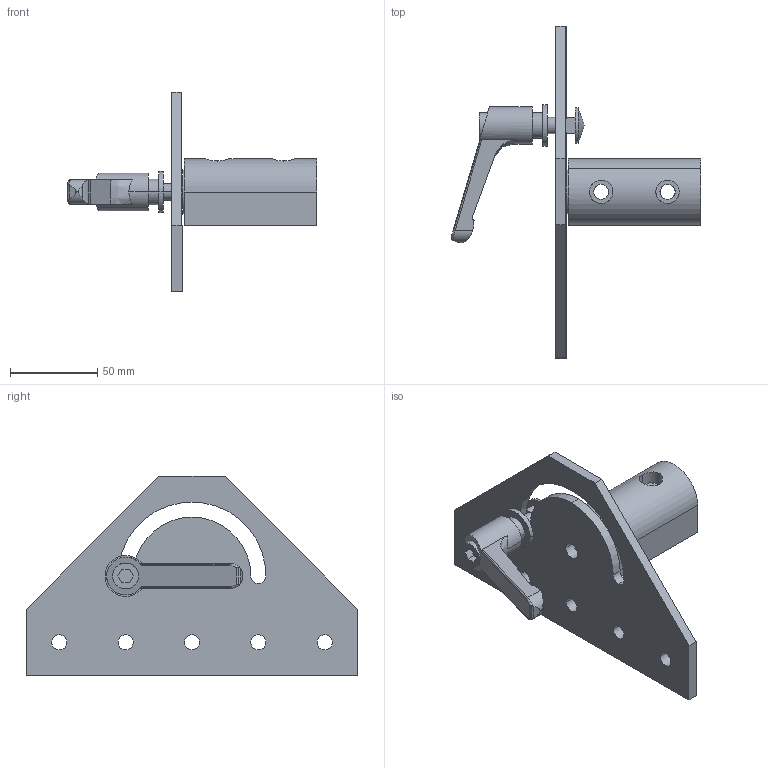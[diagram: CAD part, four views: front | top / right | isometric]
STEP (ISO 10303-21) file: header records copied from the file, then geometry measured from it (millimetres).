
FILE_DESCRIPTION((''),'2;1');
FILE_NAME('15HI8881.stp','2006-03-13T15:32:49',('Shawn Mantel'),('Faztek, LLC'),'Mechanical Desktop 2005','Mechanical Desktop 2005',', , ');
FILE_SCHEMA(('CONFIG_CONTROL_DESIGN'));
Length unit declared in the file: inch
Products named in the file (1): Product
Bounding box: 143.22 x 190.5 x 114.3 mm (x, y, z)
Volume: 199831.5 mm3; surface area: 61617.3 mm2
Topology: 7 solids, 7 shells, 135 faces, 337 edges, 222 vertices
Faces by surface type: cylinder 75, plane 40, bspline 18, cone 2
Entity records: 4924 total; most frequent: CARTESIAN_POINT 1580, ORIENTED_EDGE 670, DIRECTION 663, EDGE_CURVE 335, AXIS2_PLACEMENT_3D 256, VERTEX_POINT 222, EDGE_LOOP 173, VECTOR 151
